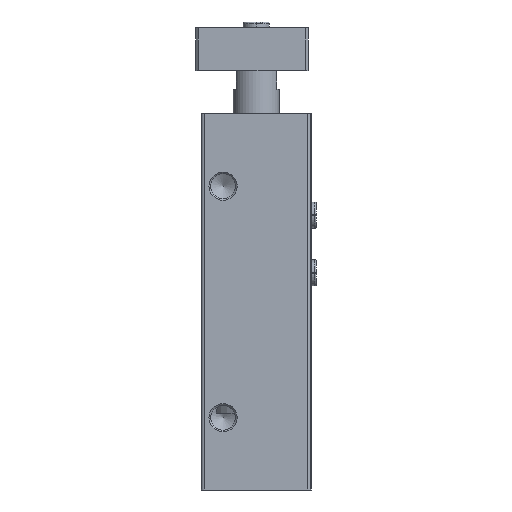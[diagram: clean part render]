
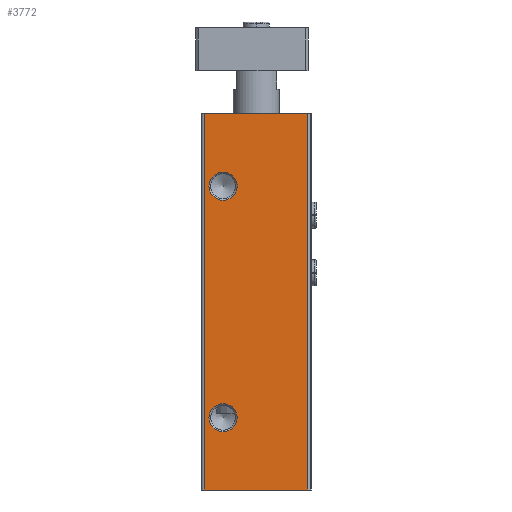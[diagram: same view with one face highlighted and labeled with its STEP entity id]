
A CAD part, left-side view. The second image highlights one B-rep face of the part: STEP entity #3772.
In plain terms, the highlighted planar face has unit normal (-1, 0, 0).
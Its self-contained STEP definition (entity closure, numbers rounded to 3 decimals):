
#63=PLANE('',#4086);
#275=CIRCLE('',#4087,4.864);
#276=CIRCLE('',#4088,4.864);
#490=ORIENTED_EDGE('',*,*,#1505,.T.);
#491=ORIENTED_EDGE('',*,*,#1506,.T.);
#492=ORIENTED_EDGE('',*,*,#1507,.F.);
#493=ORIENTED_EDGE('',*,*,#1508,.F.);
#494=ORIENTED_EDGE('',*,*,#1509,.T.);
#495=ORIENTED_EDGE('',*,*,#1510,.T.);
#1505=EDGE_CURVE('',#2013,#2013,#275,.T.);
#1506=EDGE_CURVE('',#2014,#2014,#276,.T.);
#1507=EDGE_CURVE('',#2015,#2016,#2393,.T.);
#1508=EDGE_CURVE('',#2017,#2015,#2394,.T.);
#1509=EDGE_CURVE('',#2017,#2018,#2395,.T.);
#1510=EDGE_CURVE('',#2018,#2016,#2396,.T.);
#2013=VERTEX_POINT('',#5792);
#2014=VERTEX_POINT('',#5794);
#2015=VERTEX_POINT('',#5796);
#2016=VERTEX_POINT('',#5797);
#2017=VERTEX_POINT('',#5799);
#2018=VERTEX_POINT('',#5801);
#2393=LINE('',#5795,#2656);
#2394=LINE('',#5798,#2657);
#2395=LINE('',#5800,#2658);
#2396=LINE('',#5802,#2659);
#2656=VECTOR('',#4569,1000.);
#2657=VECTOR('',#4570,1000.);
#2658=VECTOR('',#4571,1000.);
#2659=VECTOR('',#4572,1000.);
#2921=EDGE_LOOP('',(#490));
#2922=EDGE_LOOP('',(#491));
#2923=EDGE_LOOP('',(#492,#493,#494,#495));
#3300=FACE_BOUND('',#2921,.T.);
#3301=FACE_BOUND('',#2922,.T.);
#3302=FACE_BOUND('',#2923,.T.);
#3772=ADVANCED_FACE('',(#3300,#3301,#3302),#63,.T.);
#4086=AXIS2_PLACEMENT_3D('',#5790,#4563,#4564);
#4087=AXIS2_PLACEMENT_3D('',#5791,#4565,#4566);
#4088=AXIS2_PLACEMENT_3D('',#5793,#4567,#4568);
#4563=DIRECTION('',(-1.,0.,0.));
#4564=DIRECTION('',(0.,0.,1.));
#4565=DIRECTION('',(1.,0.,0.));
#4566=DIRECTION('',(0.,0.,-1.));
#4567=DIRECTION('',(1.,0.,0.));
#4568=DIRECTION('',(0.,0.,-1.));
#4569=DIRECTION('',(0.,-1.,0.));
#4570=DIRECTION('',(0.,0.,1.));
#4571=DIRECTION('',(0.,-1.,0.));
#4572=DIRECTION('',(0.,0.,1.));
#5790=CARTESIAN_POINT('',(-49.,18.,-130.1));
#5791=CARTESIAN_POINT('',(-49.,11.5,-105.1));
#5792=CARTESIAN_POINT('',(-49.,11.5,-109.964));
#5793=CARTESIAN_POINT('',(-49.,11.5,-25.));
#5794=CARTESIAN_POINT('',(-49.,11.5,-29.864));
#5795=CARTESIAN_POINT('',(-49.,18.,0.));
#5796=CARTESIAN_POINT('',(-49.,18.,0.));
#5797=CARTESIAN_POINT('',(-49.,-17.8,0.));
#5798=CARTESIAN_POINT('',(-49.,18.,-130.1));
#5799=CARTESIAN_POINT('',(-49.,18.,-130.1));
#5800=CARTESIAN_POINT('',(-49.,18.,-130.1));
#5801=CARTESIAN_POINT('',(-49.,-17.8,-130.1));
#5802=CARTESIAN_POINT('',(-49.,-17.8,-130.1));
